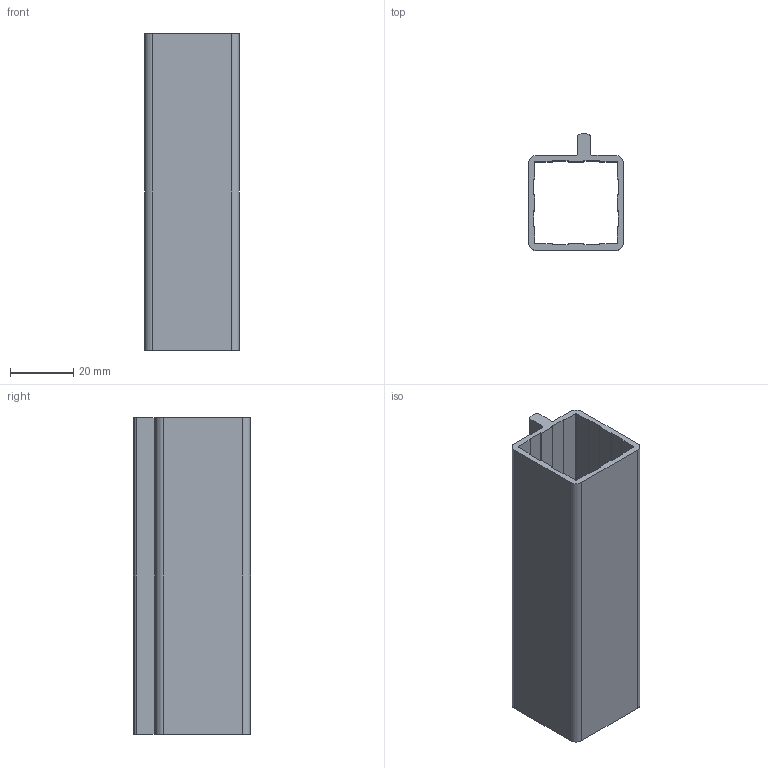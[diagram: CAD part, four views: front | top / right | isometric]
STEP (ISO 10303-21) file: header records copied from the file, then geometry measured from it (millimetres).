
FILE_DESCRIPTION(('STEP AP203'),'2;1');
FILE_NAME('XB26632.stp','2011-03-21T16:33:57',(''),(''),'2009.3.110','THINKDESIGN','');
FILE_SCHEMA(('CONFIG_CONTROL_DESIGN'));
Length unit declared in the file: millimetre
Bounding box: 30 x 37 x 100 mm (x, y, z)
Volume: 23371.7 mm3; surface area: 24128.3 mm2
Topology: 1 solids, 1 shells, 60 faces, 174 edges, 116 vertices
Faces by surface type: plane 47, cylinder 13
Entity records: 2061 total; most frequent: CARTESIAN_POINT 350, ORIENTED_EDGE 348, DIRECTION 320, EDGE_CURVE 174, VECTOR 148, LINE 148, VERTEX_POINT 116, AXIS2_PLACEMENT_3D 86
